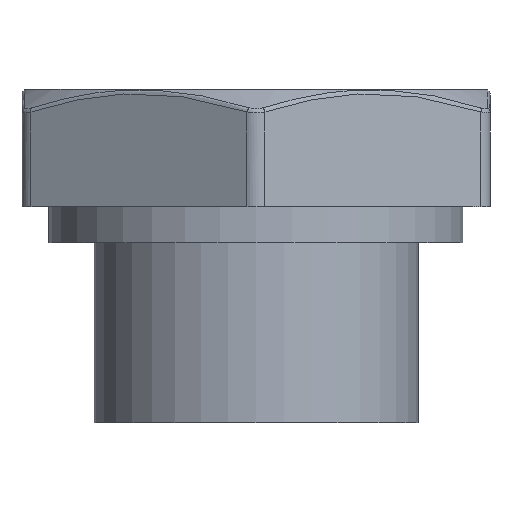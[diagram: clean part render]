
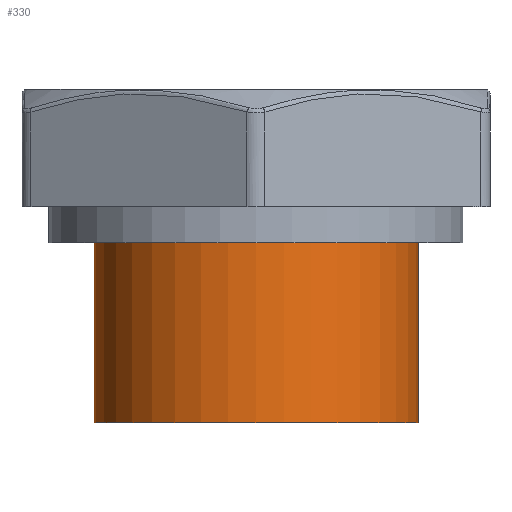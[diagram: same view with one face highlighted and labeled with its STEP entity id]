
A CAD part, front view. The second image highlights one B-rep face of the part: STEP entity #330.
In plain terms, the highlighted cylindrical face has radius 9 mm (diameter 18 mm), a full revolution.
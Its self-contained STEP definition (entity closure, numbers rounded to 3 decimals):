
#330 = ADVANCED_FACE( '', ( #777, #778 ), #779, .T. );
#777 = FACE_OUTER_BOUND( '', #1829, .T. );
#778 = FACE_OUTER_BOUND( '', #1830, .T. );
#779 = CYLINDRICAL_SURFACE( '', #1831, 9. );
#1829 = EDGE_LOOP( '', ( #3342 ) );
#1830 = EDGE_LOOP( '', ( #3343 ) );
#1831 = AXIS2_PLACEMENT_3D( '', #3344, #3345, #3346 );
#3342 = ORIENTED_EDGE( '', *, *, #4734, .F. );
#3343 = ORIENTED_EDGE( '', *, *, #4735, .T. );
#3344 = CARTESIAN_POINT( '', ( 0., 0., 12. ) );
#3345 = DIRECTION( '', ( 0., 0., 1. ) );
#3346 = DIRECTION( '', ( -1., 0., 0. ) );
#4734 = EDGE_CURVE( '', #5529, #5529, #5530, .T. );
#4735 = EDGE_CURVE( '', #5531, #5531, #5532, .F. );
#5529 = VERTEX_POINT( '', #7235 );
#5530 = CIRCLE( '', #7236, 9. );
#5531 = VERTEX_POINT( '', #7237 );
#5532 = CIRCLE( '', #7238, 9. );
#7235 = CARTESIAN_POINT( '', ( 9., 0., 0. ) );
#7236 = AXIS2_PLACEMENT_3D( '', #8294, #8295, #8296 );
#7237 = CARTESIAN_POINT( '', ( 9., 0., 10. ) );
#7238 = AXIS2_PLACEMENT_3D( '', #8297, #8298, #8299 );
#8294 = CARTESIAN_POINT( '', ( 0., 0., 0. ) );
#8295 = DIRECTION( '', ( 0., 0., -1. ) );
#8296 = DIRECTION( '', ( 1., 0., 0. ) );
#8297 = CARTESIAN_POINT( '', ( 0., 0., 10. ) );
#8298 = DIRECTION( '', ( 0., 0., 1. ) );
#8299 = DIRECTION( '', ( 1., 0., 0. ) );
